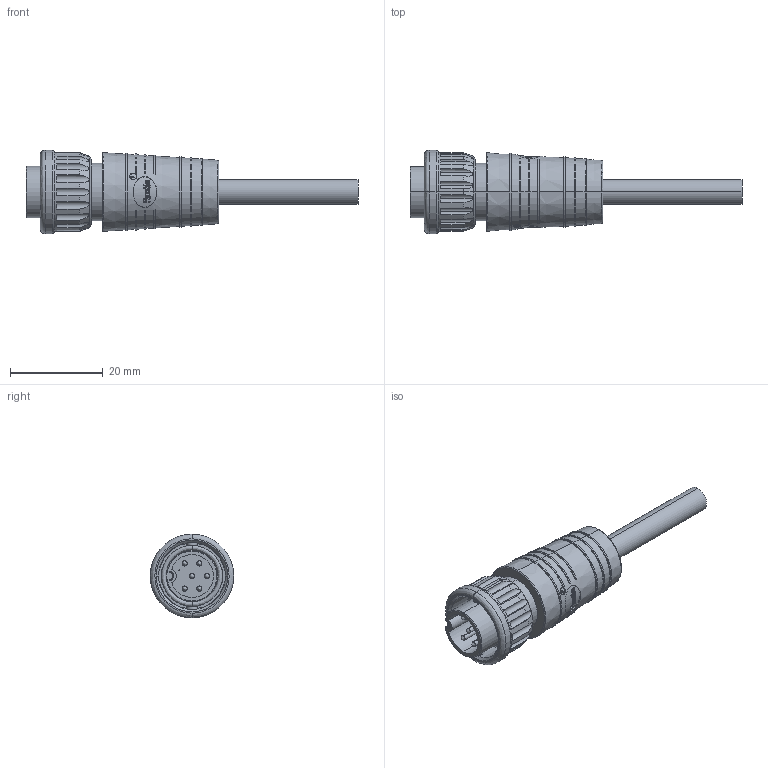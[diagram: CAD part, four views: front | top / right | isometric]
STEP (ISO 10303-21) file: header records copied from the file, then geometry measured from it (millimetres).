
FILE_DESCRIPTION (( 'STEP AP203' ), '1' );
FILE_NAME ('P146.STEP', '2020-03-31T03:51:15', ( 'edpusr' ), ( 'Microsoft' ), 'SwSTEP 2.0', 'SolidWorks 2015', '' );
FILE_SCHEMA (( 'CONFIG_CONTROL_DESIGN' ));
Products named in the file (1): P146
Bounding box: 71.5 x 18 x 18 mm (x, y, z)
Volume: 7491.2 mm3; surface area: 4529.5 mm2
Topology: 1 solids, 1 shells, 697 faces, 1875 edges, 1237 vertices
Faces by surface type: bspline 462, plane 92, cylinder 87, cone 56
Entity records: 54179 total; most frequent: CARTESIAN_POINT 39587, ORIENTED_EDGE 3742, EDGE_CURVE 1871, DIRECTION 1711, VERTEX_POINT 1237, B_SPLINE_CURVE_WITH_KNOTS 872, EDGE_LOOP 758, VECTOR 717
